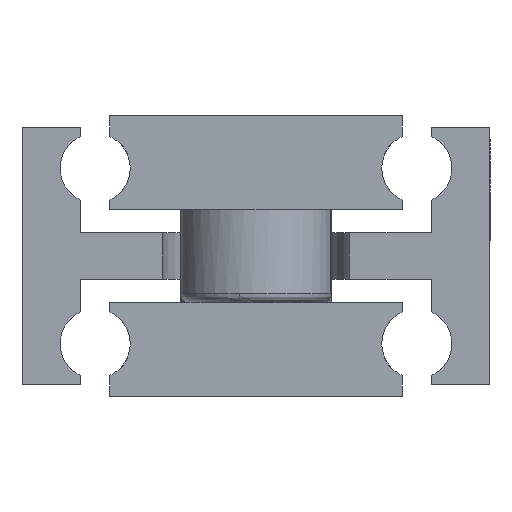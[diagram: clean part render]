
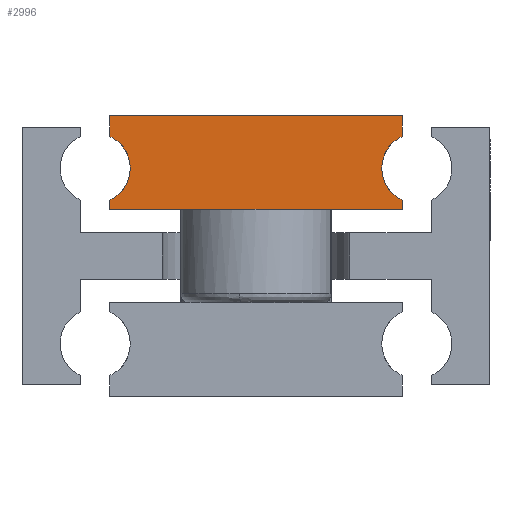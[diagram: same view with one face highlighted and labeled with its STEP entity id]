
A CAD part, front view. The second image highlights one B-rep face of the part: STEP entity #2996.
In plain terms, the highlighted planar face has unit normal (0, -1, 0).
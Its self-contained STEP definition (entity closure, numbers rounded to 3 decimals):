
#2797=CARTESIAN_POINT('',(12.5,-225.0,2.727));
#2798=VERTEX_POINT('',#2797);
#2805=CARTESIAN_POINT('',(10.75,-225.0,0.));
#2806=VERTEX_POINT('',#2805);
#2807=CARTESIAN_POINT('',(13.75,-225.0,0.0));
#2808=DIRECTION('',(0.0,1.0,0.0));
#2809=DIRECTION('',(1.0,0.0,0.0));
#2810=AXIS2_PLACEMENT_3D('',#2807,#2808,#2809);
#2811=CIRCLE('',#2810,3.0);
#2812=EDGE_CURVE('',#2806,#2798,#2811,.T.);
#2850=CARTESIAN_POINT('',(-10.75,-225.0,0.));
#2851=VERTEX_POINT('',#2850);
#2858=CARTESIAN_POINT('',(-12.5,-225.0,2.727));
#2859=VERTEX_POINT('',#2858);
#2860=CARTESIAN_POINT('',(-13.75,-225.0,0.0));
#2861=DIRECTION('',(0.0,1.0,0.0));
#2862=DIRECTION('',(1.0,0.0,0.0));
#2863=AXIS2_PLACEMENT_3D('',#2860,#2861,#2862);
#2864=CIRCLE('',#2863,3.0);
#2865=EDGE_CURVE('',#2859,#2851,#2864,.T.);
#2917=CARTESIAN_POINT('',(0.,-225.0,0.5));
#2918=DIRECTION('',(0.0,1.0,0.0));
#2919=DIRECTION('',(0.0,0.0,1.0));
#2920=AXIS2_PLACEMENT_3D('',#2917,#2918,#2919);
#2921=PLANE('',#2920);
#2922=CARTESIAN_POINT('',(12.5,-225.0,-2.727));
#2923=VERTEX_POINT('',#2922);
#2924=CARTESIAN_POINT('',(13.75,-225.0,0.0));
#2925=DIRECTION('',(0.0,1.0,0.0));
#2926=DIRECTION('',(1.0,0.0,0.0));
#2927=AXIS2_PLACEMENT_3D('',#2924,#2925,#2926);
#2928=CIRCLE('',#2927,3.0);
#2929=EDGE_CURVE('',#2923,#2806,#2928,.T.);
#2930=ORIENTED_EDGE('',*,*,#2929,.T.);
#2931=ORIENTED_EDGE('',*,*,#2812,.T.);
#2932=CARTESIAN_POINT('',(12.5,-225.0,4.5));
#2933=VERTEX_POINT('',#2932);
#2934=CARTESIAN_POINT('',(12.5,-225.0,4.5));
#2935=DIRECTION('',(0.0,0.0,-1.0));
#2936=VECTOR('',#2935,1.773);
#2937=LINE('',#2934,#2936);
#2938=EDGE_CURVE('',#2933,#2798,#2937,.T.);
#2939=ORIENTED_EDGE('',*,*,#2938,.F.);
#2940=CARTESIAN_POINT('',(-12.5,-225.0,4.5));
#2941=VERTEX_POINT('',#2940);
#2942=CARTESIAN_POINT('',(-12.5,-225.0,4.5));
#2943=DIRECTION('',(1.0,0.0,0.0));
#2944=VECTOR('',#2943,25.);
#2945=LINE('',#2942,#2944);
#2946=EDGE_CURVE('',#2941,#2933,#2945,.T.);
#2947=ORIENTED_EDGE('',*,*,#2946,.F.);
#2948=CARTESIAN_POINT('',(-12.5,-225.0,2.727));
#2949=DIRECTION('',(0.0,0.0,1.0));
#2950=VECTOR('',#2949,1.773);
#2951=LINE('',#2948,#2950);
#2952=EDGE_CURVE('',#2859,#2941,#2951,.T.);
#2953=ORIENTED_EDGE('',*,*,#2952,.F.);
#2954=ORIENTED_EDGE('',*,*,#2865,.T.);
#2955=CARTESIAN_POINT('',(-12.5,-225.0,-2.727));
#2956=VERTEX_POINT('',#2955);
#2957=CARTESIAN_POINT('',(-13.75,-225.0,0.0));
#2958=DIRECTION('',(0.0,1.0,0.0));
#2959=DIRECTION('',(1.0,0.0,0.0));
#2960=AXIS2_PLACEMENT_3D('',#2957,#2958,#2959);
#2961=CIRCLE('',#2960,3.0);
#2962=EDGE_CURVE('',#2851,#2956,#2961,.T.);
#2963=ORIENTED_EDGE('',*,*,#2962,.T.);
#2964=CARTESIAN_POINT('',(-12.5,-225.0,-3.5));
#2965=VERTEX_POINT('',#2964);
#2966=CARTESIAN_POINT('',(-12.5,-225.0,-3.5));
#2967=DIRECTION('',(0.0,0.0,1.0));
#2968=VECTOR('',#2967,0.773);
#2969=LINE('',#2966,#2968);
#2970=EDGE_CURVE('',#2965,#2956,#2969,.T.);
#2971=ORIENTED_EDGE('',*,*,#2970,.F.);
#2972=CARTESIAN_POINT('',(0.,-225.0,-3.5));
#2973=VERTEX_POINT('',#2972);
#2974=CARTESIAN_POINT('',(0.,-225.0,-3.5));
#2975=DIRECTION('',(-1.0,0.0,0.0));
#2976=VECTOR('',#2975,12.5);
#2977=LINE('',#2974,#2976);
#2978=EDGE_CURVE('',#2973,#2965,#2977,.T.);
#2979=ORIENTED_EDGE('',*,*,#2978,.F.);
#2980=CARTESIAN_POINT('',(12.5,-225.0,-3.5));
#2981=VERTEX_POINT('',#2980);
#2982=CARTESIAN_POINT('',(12.5,-225.0,-3.5));
#2983=DIRECTION('',(-1.0,0.0,0.0));
#2984=VECTOR('',#2983,12.5);
#2985=LINE('',#2982,#2984);
#2986=EDGE_CURVE('',#2981,#2973,#2985,.T.);
#2987=ORIENTED_EDGE('',*,*,#2986,.F.);
#2988=CARTESIAN_POINT('',(12.5,-225.0,-2.727));
#2989=DIRECTION('',(0.0,0.0,-1.0));
#2990=VECTOR('',#2989,0.773);
#2991=LINE('',#2988,#2990);
#2992=EDGE_CURVE('',#2923,#2981,#2991,.T.);
#2993=ORIENTED_EDGE('',*,*,#2992,.F.);
#2994=EDGE_LOOP('',(#2930,#2931,#2939,#2947,#2953,#2954,#2963,#2971,#2979,#2987,#2993));
#2995=FACE_OUTER_BOUND('',#2994,.T.);
#2996=ADVANCED_FACE('',(#2995),#2921,.F.);
